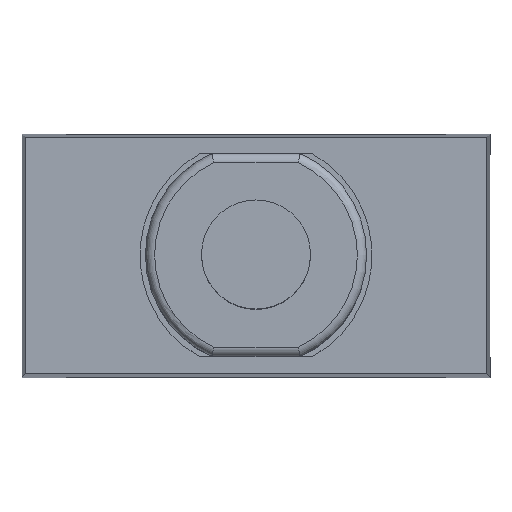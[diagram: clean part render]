
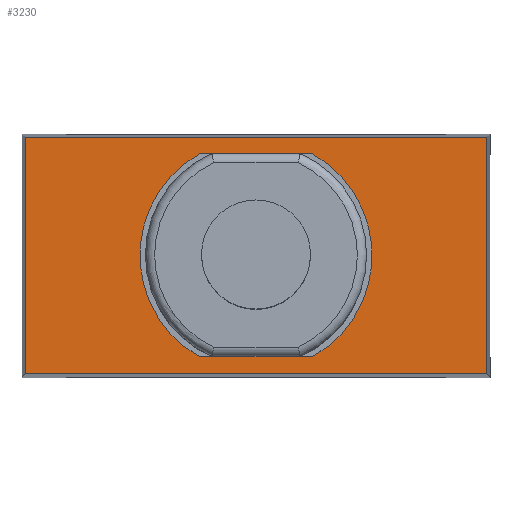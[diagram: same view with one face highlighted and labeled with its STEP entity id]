
A CAD part, top view. The second image highlights one B-rep face of the part: STEP entity #3230.
In plain terms, the highlighted planar face has unit normal (0, 0, 1).
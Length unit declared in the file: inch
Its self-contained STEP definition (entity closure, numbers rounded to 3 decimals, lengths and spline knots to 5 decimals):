
#2476=CARTESIAN_POINT('',(0.06048,0.10827,0.40945));
#2477=VERTEX_POINT('',#2476);
#2484=CARTESIAN_POINT('',(-0.06048,0.10827,0.40945));
#2485=VERTEX_POINT('',#2484);
#2486=CARTESIAN_POINT('',(-0.06048,0.10827,0.40945));
#2487=DIRECTION('',(1.0,0.0,0.0));
#2488=VECTOR('',#2487,0.12096);
#2489=LINE('',#2486,#2488);
#2490=EDGE_CURVE('',#2485,#2477,#2489,.T.);
#2607=CARTESIAN_POINT('',(-0.06048,-0.10827,0.40945));
#2608=VERTEX_POINT('',#2607);
#2609=CARTESIAN_POINT('',(0.,0.,0.40945));
#2610=DIRECTION('',(0.0,0.0,-1.0));
#2611=DIRECTION('',(0.488,-0.873,0.0));
#2612=AXIS2_PLACEMENT_3D('',#2609,#2610,#2611);
#2613=CIRCLE('',#2612,0.12402);
#2614=EDGE_CURVE('',#2608,#2485,#2613,.T.);
#2631=CARTESIAN_POINT('',(0.06048,-0.10827,0.40945));
#2632=VERTEX_POINT('',#2631);
#2639=CARTESIAN_POINT('',(0.,0.,0.40945));
#2640=DIRECTION('',(0.0,0.0,-1.0));
#2641=DIRECTION('',(-0.488,0.873,0.0));
#2642=AXIS2_PLACEMENT_3D('',#2639,#2640,#2641);
#2643=CIRCLE('',#2642,0.12402);
#2644=EDGE_CURVE('',#2477,#2632,#2643,.T.);
#2659=CARTESIAN_POINT('',(0.06048,-0.10827,0.40945));
#2660=DIRECTION('',(-1.0,0.0,0.0));
#2661=VECTOR('',#2660,0.12096);
#2662=LINE('',#2659,#2661);
#2663=EDGE_CURVE('',#2632,#2608,#2662,.T.);
#3021=CARTESIAN_POINT('',(-0.24643,-0.12635,0.40945));
#3022=VERTEX_POINT('',#3021);
#3029=CARTESIAN_POINT('',(-0.24643,0.12635,0.40945));
#3030=VERTEX_POINT('',#3029);
#3031=CARTESIAN_POINT('',(-0.24643,-0.12635,0.40945));
#3032=DIRECTION('',(0.0,1.0,0.0));
#3033=VECTOR('',#3032,0.2527);
#3034=LINE('',#3031,#3033);
#3035=EDGE_CURVE('',#3022,#3030,#3034,.T.);
#3145=CARTESIAN_POINT('',(0.24643,-0.12635,0.40945));
#3146=VERTEX_POINT('',#3145);
#3153=CARTESIAN_POINT('',(0.24643,-0.12635,0.40945));
#3154=DIRECTION('',(-1.0,0.0,0.0));
#3155=VECTOR('',#3154,0.49285);
#3156=LINE('',#3153,#3155);
#3157=EDGE_CURVE('',#3146,#3022,#3156,.T.);
#3172=CARTESIAN_POINT('',(0.24643,0.12635,0.40945));
#3173=VERTEX_POINT('',#3172);
#3174=CARTESIAN_POINT('',(-0.24643,0.12635,0.40945));
#3175=DIRECTION('',(1.0,0.0,0.0));
#3176=VECTOR('',#3175,0.49285);
#3177=LINE('',#3174,#3176);
#3178=EDGE_CURVE('',#3030,#3173,#3177,.T.);
#3200=CARTESIAN_POINT('',(0.24643,0.12635,0.40945));
#3201=DIRECTION('',(0.0,-1.0,0.0));
#3202=VECTOR('',#3201,0.2527);
#3203=LINE('',#3200,#3202);
#3204=EDGE_CURVE('',#3173,#3146,#3203,.T.);
#3213=CARTESIAN_POINT('',(-0.27107,-0.13898,0.40945));
#3214=DIRECTION('',(0.0,0.0,1.0));
#3215=DIRECTION('',(1.0,0.0,0.0));
#3216=AXIS2_PLACEMENT_3D('',#3213,#3214,#3215);
#3217=PLANE('',#3216);
#3218=ORIENTED_EDGE('',*,*,#3035,.F.);
#3219=ORIENTED_EDGE('',*,*,#3157,.F.);
#3220=ORIENTED_EDGE('',*,*,#3204,.F.);
#3221=ORIENTED_EDGE('',*,*,#3178,.F.);
#3222=EDGE_LOOP('',(#3218,#3219,#3220,#3221));
#3223=FACE_OUTER_BOUND('',#3222,.T.);
#3224=ORIENTED_EDGE('',*,*,#2490,.T.);
#3225=ORIENTED_EDGE('',*,*,#2644,.T.);
#3226=ORIENTED_EDGE('',*,*,#2663,.T.);
#3227=ORIENTED_EDGE('',*,*,#2614,.T.);
#3228=EDGE_LOOP('',(#3224,#3225,#3226,#3227));
#3229=FACE_BOUND('',#3228,.T.);
#3230=ADVANCED_FACE('',(#3223,#3229),#3217,.T.);
